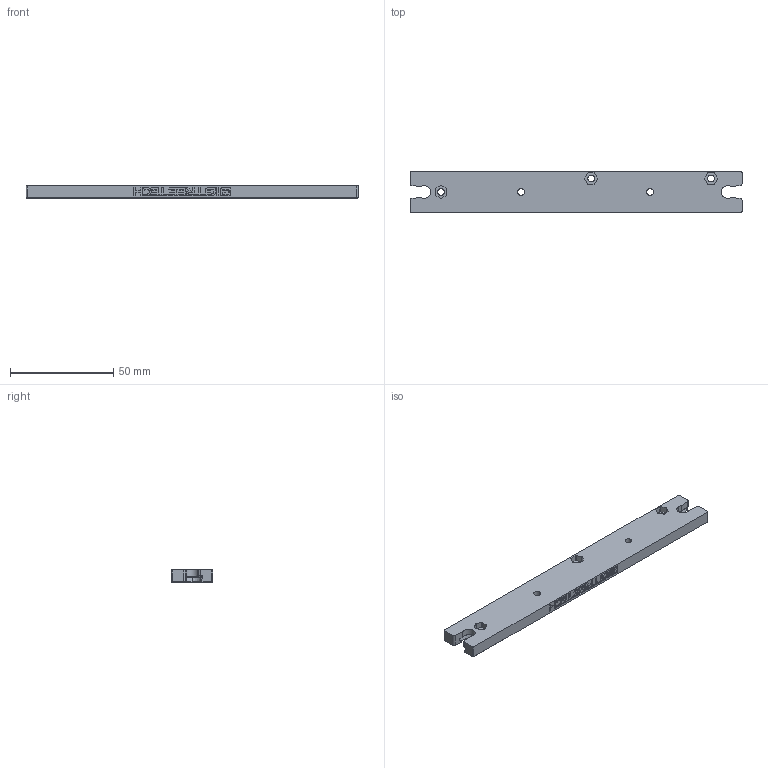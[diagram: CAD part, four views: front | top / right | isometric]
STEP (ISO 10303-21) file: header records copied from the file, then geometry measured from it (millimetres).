
FILE_DESCRIPTION (( 'STEP AP214' ), '1' );
FILE_NAME ('等啣懈笢.STEP', '2024-04-22T11:07:38', ( 'Windows User' ), ( 'P R C' ), 'SwSTEP 2.0', 'SolidWorks 2023', '' );
FILE_SCHEMA (( 'AUTOMOTIVE_DESIGN' ));
Length unit declared in the file: millimetre
Products named in the file (1): 单板居中
Bounding box: 160.8 x 20 x 6 mm (x, y, z)
Volume: 15227.4 mm3; surface area: 9918.4 mm2
Topology: 1 solids, 1 shells, 645 faces, 1831 edges, 1207 vertices
Faces by surface type: plane 435, cylinder 108, bspline 86, cone 13, torus 3
Entity records: 23290 total; most frequent: CARTESIAN_POINT 6927, ORIENTED_EDGE 3654, DIRECTION 3003, EDGE_CURVE 1827, VECTOR 1401, LINE 1401, VERTEX_POINT 1207, AXIS2_PLACEMENT_3D 801
